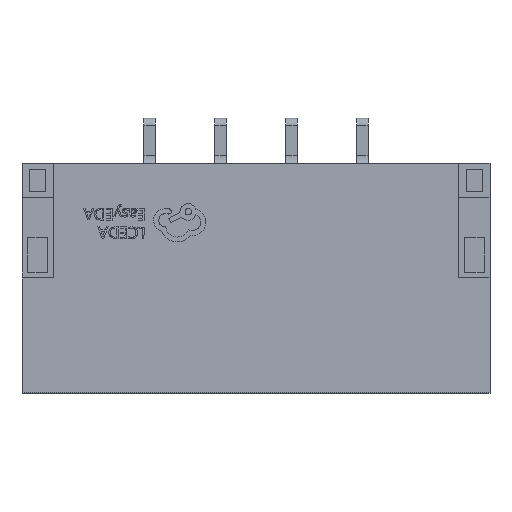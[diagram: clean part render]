
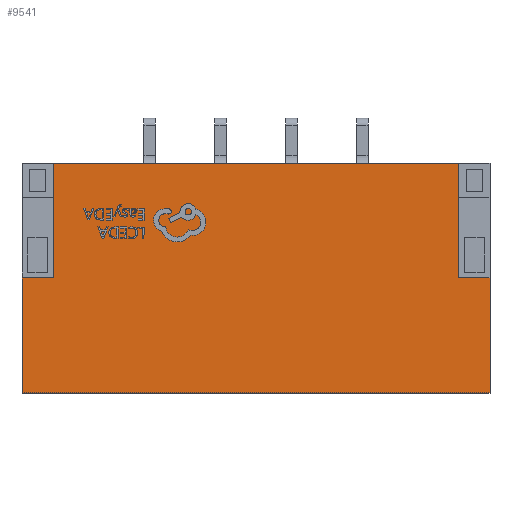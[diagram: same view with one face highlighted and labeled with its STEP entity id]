
A CAD part, top view. The second image highlights one B-rep face of the part: STEP entity #9541.
In plain terms, the highlighted planar face has unit normal (0, 0, 1).
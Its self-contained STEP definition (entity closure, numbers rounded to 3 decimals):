
#1093 = PLANE('',#1094);
#1094 = AXIS2_PLACEMENT_3D('',#1095,#1096,#1097);
#1095 = CARTESIAN_POINT('',(-4.125,1.477,4.26));
#1096 = DIRECTION('',(1.,0.,0.));
#1097 = DIRECTION('',(0.,1.,0.));
#1149 = PLANE('',#1150);
#1150 = AXIS2_PLACEMENT_3D('',#1151,#1152,#1153);
#1151 = CARTESIAN_POINT('',(4.125,1.477,4.26));
#1152 = DIRECTION('',(-1.,0.,0.));
#1153 = DIRECTION('',(0.,-1.,0.));
#1233 = PLANE('',#1234);
#1234 = AXIS2_PLACEMENT_3D('',#1235,#1236,#1237);
#1235 = CARTESIAN_POINT('',(-4.125,-2.573,4.26));
#1236 = DIRECTION('',(0.,1.,0.));
#1237 = DIRECTION('',(0.,-0.,1.));
#5066 = PLANE('',#5067);
#5067 = AXIS2_PLACEMENT_3D('',#5068,#5069,#5070);
#5068 = CARTESIAN_POINT('',(-4.125,1.477,4.26));
#5069 = DIRECTION('',(0.,-1.,0.));
#5070 = DIRECTION('',(0.,0.,-1.));
#7096 = VERTEX_POINT('',#7097);
#7097 = CARTESIAN_POINT('',(-3.575,1.477,4.26));
#7111 = PLANE('',#7112);
#7112 = AXIS2_PLACEMENT_3D('',#7113,#7114,#7115);
#7113 = CARTESIAN_POINT('',(-3.575,0.464,0.01));
#7114 = DIRECTION('',(-1.,0.,0.));
#7115 = DIRECTION('',(0.,-1.,0.));
#7123 = EDGE_CURVE('',#7124,#7096,#7126,.T.);
#7124 = VERTEX_POINT('',#7125);
#7125 = CARTESIAN_POINT('',(3.575,1.477,4.26));
#7126 = SURFACE_CURVE('',#7127,(#7131,#7138),.PCURVE_S1.);
#7127 = LINE('',#7128,#7129);
#7128 = CARTESIAN_POINT('',(-4.125,1.477,4.26));
#7129 = VECTOR('',#7130,1.);
#7130 = DIRECTION('',(-1.,-0.,-0.));
#7131 = PCURVE('',#5066,#7132);
#7132 = DEFINITIONAL_REPRESENTATION('',(#7133),#7137);
#7133 = LINE('',#7134,#7135);
#7134 = CARTESIAN_POINT('',(0.,0.));
#7135 = VECTOR('',#7136,1.);
#7136 = DIRECTION('',(0.,-1.));
#7137 = ( GEOMETRIC_REPRESENTATION_CONTEXT(2) 
PARAMETRIC_REPRESENTATION_CONTEXT() REPRESENTATION_CONTEXT('2D SPACE',''
  ) );
#7138 = PCURVE('',#7139,#7144);
#7139 = PLANE('',#7140);
#7140 = AXIS2_PLACEMENT_3D('',#7141,#7142,#7143);
#7141 = CARTESIAN_POINT('',(-1.875,0.464,4.26));
#7142 = DIRECTION('',(0.,0.,1.));
#7143 = DIRECTION('',(1.,0.,-0.));
#7144 = DEFINITIONAL_REPRESENTATION('',(#7145),#7149);
#7145 = LINE('',#7146,#7147);
#7146 = CARTESIAN_POINT('',(-2.25,1.013));
#7147 = VECTOR('',#7148,1.);
#7148 = DIRECTION('',(-1.,0.));
#7149 = ( GEOMETRIC_REPRESENTATION_CONTEXT(2) 
PARAMETRIC_REPRESENTATION_CONTEXT() REPRESENTATION_CONTEXT('2D SPACE',''
  ) );
#7167 = PLANE('',#7168);
#7168 = AXIS2_PLACEMENT_3D('',#7169,#7170,#7171);
#7169 = CARTESIAN_POINT('',(3.575,0.464,0.01));
#7170 = DIRECTION('',(1.,0.,0.));
#7171 = DIRECTION('',(0.,-1.,0.));
#7853 = PLANE('',#7854);
#7854 = AXIS2_PLACEMENT_3D('',#7855,#7856,#7857);
#7855 = CARTESIAN_POINT('',(3.575,-0.548,3.66));
#7856 = DIRECTION('',(0.,1.,0.));
#7857 = DIRECTION('',(-1.,0.,0.));
#9228 = VERTEX_POINT('',#9229);
#9229 = CARTESIAN_POINT('',(4.125,-2.573,4.26));
#9250 = EDGE_CURVE('',#9251,#9228,#9253,.T.);
#9251 = VERTEX_POINT('',#9252);
#9252 = CARTESIAN_POINT('',(-4.125,-2.573,4.26));
#9253 = SURFACE_CURVE('',#9254,(#9258,#9265),.PCURVE_S1.);
#9254 = LINE('',#9255,#9256);
#9255 = CARTESIAN_POINT('',(-4.125,-2.573,4.26));
#9256 = VECTOR('',#9257,1.);
#9257 = DIRECTION('',(1.,0.,0.));
#9258 = PCURVE('',#1233,#9259);
#9259 = DEFINITIONAL_REPRESENTATION('',(#9260),#9264);
#9260 = LINE('',#9261,#9262);
#9261 = CARTESIAN_POINT('',(0.,0.));
#9262 = VECTOR('',#9263,1.);
#9263 = DIRECTION('',(0.,1.));
#9264 = ( GEOMETRIC_REPRESENTATION_CONTEXT(2) 
PARAMETRIC_REPRESENTATION_CONTEXT() REPRESENTATION_CONTEXT('2D SPACE',''
  ) );
#9265 = PCURVE('',#7139,#9266);
#9266 = DEFINITIONAL_REPRESENTATION('',(#9267),#9271);
#9267 = LINE('',#9268,#9269);
#9268 = CARTESIAN_POINT('',(-2.25,-3.038));
#9269 = VECTOR('',#9270,1.);
#9270 = DIRECTION('',(1.,0.));
#9271 = ( GEOMETRIC_REPRESENTATION_CONTEXT(2) 
PARAMETRIC_REPRESENTATION_CONTEXT() REPRESENTATION_CONTEXT('2D SPACE',''
  ) );
#9397 = VERTEX_POINT('',#9398);
#9398 = CARTESIAN_POINT('',(4.125,-0.548,4.26));
#9419 = EDGE_CURVE('',#9228,#9397,#9420,.T.);
#9420 = SURFACE_CURVE('',#9421,(#9425,#9432),.PCURVE_S1.);
#9421 = LINE('',#9422,#9423);
#9422 = CARTESIAN_POINT('',(4.125,1.477,4.26));
#9423 = VECTOR('',#9424,1.);
#9424 = DIRECTION('',(0.,1.,0.));
#9425 = PCURVE('',#1149,#9426);
#9426 = DEFINITIONAL_REPRESENTATION('',(#9427),#9431);
#9427 = LINE('',#9428,#9429);
#9428 = CARTESIAN_POINT('',(0.,0.));
#9429 = VECTOR('',#9430,1.);
#9430 = DIRECTION('',(-1.,0.));
#9431 = ( GEOMETRIC_REPRESENTATION_CONTEXT(2) 
PARAMETRIC_REPRESENTATION_CONTEXT() REPRESENTATION_CONTEXT('2D SPACE',''
  ) );
#9432 = PCURVE('',#7139,#9433);
#9433 = DEFINITIONAL_REPRESENTATION('',(#9434),#9438);
#9434 = LINE('',#9435,#9436);
#9435 = CARTESIAN_POINT('',(6.,1.013));
#9436 = VECTOR('',#9437,1.);
#9437 = DIRECTION('',(0.,1.));
#9438 = ( GEOMETRIC_REPRESENTATION_CONTEXT(2) 
PARAMETRIC_REPRESENTATION_CONTEXT() REPRESENTATION_CONTEXT('2D SPACE',''
  ) );
#9541 = ADVANCED_FACE('',(#9542),#7139,.T.);
#9542 = FACE_BOUND('',#9543,.T.);
#9543 = EDGE_LOOP('',(#9544,#9545,#9568,#9589,#9590,#9613,#9641,#9662));
#9544 = ORIENTED_EDGE('',*,*,#9419,.T.);
#9545 = ORIENTED_EDGE('',*,*,#9546,.F.);
#9546 = EDGE_CURVE('',#9547,#9397,#9549,.T.);
#9547 = VERTEX_POINT('',#9548);
#9548 = CARTESIAN_POINT('',(3.575,-0.548,4.26));
#9549 = SURFACE_CURVE('',#9550,(#9554,#9561),.PCURVE_S1.);
#9550 = LINE('',#9551,#9552);
#9551 = CARTESIAN_POINT('',(3.575,-0.548,4.26));
#9552 = VECTOR('',#9553,1.);
#9553 = DIRECTION('',(1.,0.,0.));
#9554 = PCURVE('',#7139,#9555);
#9555 = DEFINITIONAL_REPRESENTATION('',(#9556),#9560);
#9556 = LINE('',#9557,#9558);
#9557 = CARTESIAN_POINT('',(5.45,-1.013));
#9558 = VECTOR('',#9559,1.);
#9559 = DIRECTION('',(1.,0.));
#9560 = ( GEOMETRIC_REPRESENTATION_CONTEXT(2) 
PARAMETRIC_REPRESENTATION_CONTEXT() REPRESENTATION_CONTEXT('2D SPACE',''
  ) );
#9561 = PCURVE('',#7853,#9562);
#9562 = DEFINITIONAL_REPRESENTATION('',(#9563),#9567);
#9563 = LINE('',#9564,#9565);
#9564 = CARTESIAN_POINT('',(0.,0.6));
#9565 = VECTOR('',#9566,1.);
#9566 = DIRECTION('',(-1.,0.));
#9567 = ( GEOMETRIC_REPRESENTATION_CONTEXT(2) 
PARAMETRIC_REPRESENTATION_CONTEXT() REPRESENTATION_CONTEXT('2D SPACE',''
  ) );
#9568 = ORIENTED_EDGE('',*,*,#9569,.T.);
#9569 = EDGE_CURVE('',#9547,#7124,#9570,.T.);
#9570 = SURFACE_CURVE('',#9571,(#9575,#9582),.PCURVE_S1.);
#9571 = LINE('',#9572,#9573);
#9572 = CARTESIAN_POINT('',(3.575,1.477,4.26));
#9573 = VECTOR('',#9574,1.);
#9574 = DIRECTION('',(0.,1.,0.));
#9575 = PCURVE('',#7139,#9576);
#9576 = DEFINITIONAL_REPRESENTATION('',(#9577),#9581);
#9577 = LINE('',#9578,#9579);
#9578 = CARTESIAN_POINT('',(5.45,1.013));
#9579 = VECTOR('',#9580,1.);
#9580 = DIRECTION('',(0.,1.));
#9581 = ( GEOMETRIC_REPRESENTATION_CONTEXT(2) 
PARAMETRIC_REPRESENTATION_CONTEXT() REPRESENTATION_CONTEXT('2D SPACE',''
  ) );
#9582 = PCURVE('',#7167,#9583);
#9583 = DEFINITIONAL_REPRESENTATION('',(#9584),#9588);
#9584 = LINE('',#9585,#9586);
#9585 = CARTESIAN_POINT('',(-1.013,-4.25));
#9586 = VECTOR('',#9587,1.);
#9587 = DIRECTION('',(-1.,0.));
#9588 = ( GEOMETRIC_REPRESENTATION_CONTEXT(2) 
PARAMETRIC_REPRESENTATION_CONTEXT() REPRESENTATION_CONTEXT('2D SPACE',''
  ) );
#9589 = ORIENTED_EDGE('',*,*,#7123,.T.);
#9590 = ORIENTED_EDGE('',*,*,#9591,.F.);
#9591 = EDGE_CURVE('',#9592,#7096,#9594,.T.);
#9592 = VERTEX_POINT('',#9593);
#9593 = CARTESIAN_POINT('',(-3.575,-0.548,4.26));
#9594 = SURFACE_CURVE('',#9595,(#9599,#9606),.PCURVE_S1.);
#9595 = LINE('',#9596,#9597);
#9596 = CARTESIAN_POINT('',(-3.575,1.477,4.26));
#9597 = VECTOR('',#9598,1.);
#9598 = DIRECTION('',(0.,1.,0.));
#9599 = PCURVE('',#7139,#9600);
#9600 = DEFINITIONAL_REPRESENTATION('',(#9601),#9605);
#9601 = LINE('',#9602,#9603);
#9602 = CARTESIAN_POINT('',(-1.7,1.013));
#9603 = VECTOR('',#9604,1.);
#9604 = DIRECTION('',(0.,1.));
#9605 = ( GEOMETRIC_REPRESENTATION_CONTEXT(2) 
PARAMETRIC_REPRESENTATION_CONTEXT() REPRESENTATION_CONTEXT('2D SPACE',''
  ) );
#9606 = PCURVE('',#7111,#9607);
#9607 = DEFINITIONAL_REPRESENTATION('',(#9608),#9612);
#9608 = LINE('',#9609,#9610);
#9609 = CARTESIAN_POINT('',(-1.013,4.25));
#9610 = VECTOR('',#9611,1.);
#9611 = DIRECTION('',(-1.,0.));
#9612 = ( GEOMETRIC_REPRESENTATION_CONTEXT(2) 
PARAMETRIC_REPRESENTATION_CONTEXT() REPRESENTATION_CONTEXT('2D SPACE',''
  ) );
#9613 = ORIENTED_EDGE('',*,*,#9614,.T.);
#9614 = EDGE_CURVE('',#9592,#9615,#9617,.T.);
#9615 = VERTEX_POINT('',#9616);
#9616 = CARTESIAN_POINT('',(-4.125,-0.548,4.26));
#9617 = SURFACE_CURVE('',#9618,(#9622,#9629),.PCURVE_S1.);
#9618 = LINE('',#9619,#9620);
#9619 = CARTESIAN_POINT('',(-3.575,-0.548,4.26));
#9620 = VECTOR('',#9621,1.);
#9621 = DIRECTION('',(-1.,0.,-0.));
#9622 = PCURVE('',#7139,#9623);
#9623 = DEFINITIONAL_REPRESENTATION('',(#9624),#9628);
#9624 = LINE('',#9625,#9626);
#9625 = CARTESIAN_POINT('',(-1.7,-1.013));
#9626 = VECTOR('',#9627,1.);
#9627 = DIRECTION('',(-1.,0.));
#9628 = ( GEOMETRIC_REPRESENTATION_CONTEXT(2) 
PARAMETRIC_REPRESENTATION_CONTEXT() REPRESENTATION_CONTEXT('2D SPACE',''
  ) );
#9629 = PCURVE('',#9630,#9635);
#9630 = PLANE('',#9631);
#9631 = AXIS2_PLACEMENT_3D('',#9632,#9633,#9634);
#9632 = CARTESIAN_POINT('',(-3.575,-0.548,3.66));
#9633 = DIRECTION('',(0.,-1.,0.));
#9634 = DIRECTION('',(1.,0.,0.));
#9635 = DEFINITIONAL_REPRESENTATION('',(#9636),#9640);
#9636 = LINE('',#9637,#9638);
#9637 = CARTESIAN_POINT('',(0.,0.6));
#9638 = VECTOR('',#9639,1.);
#9639 = DIRECTION('',(-1.,0.));
#9640 = ( GEOMETRIC_REPRESENTATION_CONTEXT(2) 
PARAMETRIC_REPRESENTATION_CONTEXT() REPRESENTATION_CONTEXT('2D SPACE',''
  ) );
#9641 = ORIENTED_EDGE('',*,*,#9642,.T.);
#9642 = EDGE_CURVE('',#9615,#9251,#9643,.T.);
#9643 = SURFACE_CURVE('',#9644,(#9648,#9655),.PCURVE_S1.);
#9644 = LINE('',#9645,#9646);
#9645 = CARTESIAN_POINT('',(-4.125,1.477,4.26));
#9646 = VECTOR('',#9647,1.);
#9647 = DIRECTION('',(0.,-1.,0.));
#9648 = PCURVE('',#7139,#9649);
#9649 = DEFINITIONAL_REPRESENTATION('',(#9650),#9654);
#9650 = LINE('',#9651,#9652);
#9651 = CARTESIAN_POINT('',(-2.25,1.013));
#9652 = VECTOR('',#9653,1.);
#9653 = DIRECTION('',(0.,-1.));
#9654 = ( GEOMETRIC_REPRESENTATION_CONTEXT(2) 
PARAMETRIC_REPRESENTATION_CONTEXT() REPRESENTATION_CONTEXT('2D SPACE',''
  ) );
#9655 = PCURVE('',#1093,#9656);
#9656 = DEFINITIONAL_REPRESENTATION('',(#9657),#9661);
#9657 = LINE('',#9658,#9659);
#9658 = CARTESIAN_POINT('',(0.,0.));
#9659 = VECTOR('',#9660,1.);
#9660 = DIRECTION('',(-1.,0.));
#9661 = ( GEOMETRIC_REPRESENTATION_CONTEXT(2) 
PARAMETRIC_REPRESENTATION_CONTEXT() REPRESENTATION_CONTEXT('2D SPACE',''
  ) );
#9662 = ORIENTED_EDGE('',*,*,#9250,.T.);
